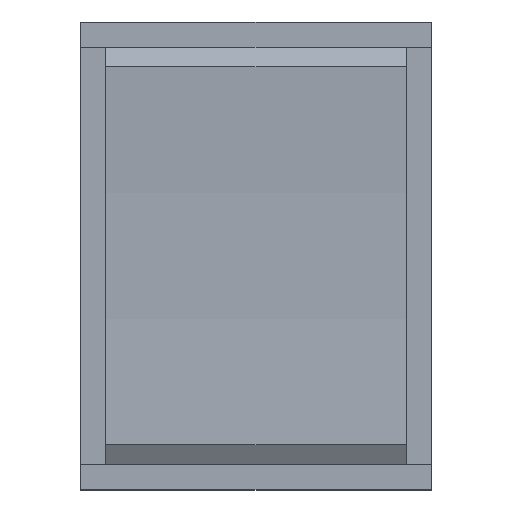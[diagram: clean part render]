
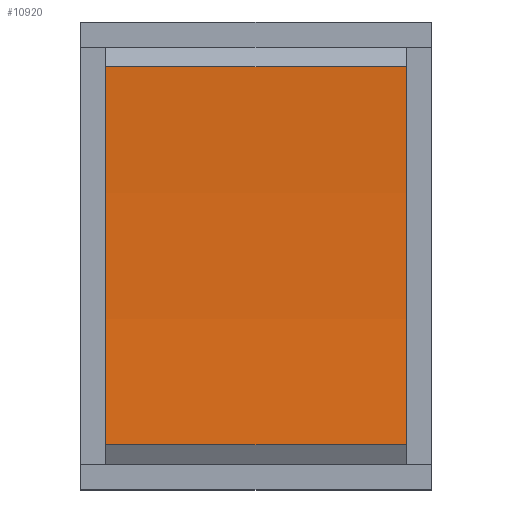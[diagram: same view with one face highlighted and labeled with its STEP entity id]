
A CAD part, top view. The second image highlights one B-rep face of the part: STEP entity #10920.
In plain terms, the highlighted cylindrical face has radius 156.967 mm (diameter 313.933 mm), a partial arc.
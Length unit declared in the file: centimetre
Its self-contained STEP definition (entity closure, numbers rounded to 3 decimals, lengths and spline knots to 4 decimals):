
#239=CYLINDRICAL_SURFACE('',#11536,15.6967);
#337=FACE_OUTER_BOUND('',#925,.T.);
#925=EDGE_LOOP('',(#7230,#7231,#7232,#7233));
#1533=CIRCLE('',#11535,15.6967);
#1534=CIRCLE('',#11537,15.6967);
#1857=LINE('',#15387,#3126);
#1858=LINE('',#15390,#3127);
#3126=VECTOR('',#12463,1.);
#3127=VECTOR('',#12466,1.);
#4382=VERTEX_POINT('',#15380);
#4383=VERTEX_POINT('',#15382);
#4384=VERTEX_POINT('',#15386);
#4385=VERTEX_POINT('',#15388);
#5508=EDGE_CURVE('',#4382,#4383,#1533,.T.);
#5510=EDGE_CURVE('',#4384,#4382,#1857,.T.);
#5511=EDGE_CURVE('',#4385,#4384,#1534,.T.);
#5512=EDGE_CURVE('',#4383,#4385,#1858,.T.);
#7230=ORIENTED_EDGE('',*,*,#5508,.F.);
#7231=ORIENTED_EDGE('',*,*,#5510,.F.);
#7232=ORIENTED_EDGE('',*,*,#5511,.F.);
#7233=ORIENTED_EDGE('',*,*,#5512,.F.);
#10920=ADVANCED_FACE('',(#337),#239,.F.);
#11535=AXIS2_PLACEMENT_3D('',#15383,#12458,#12459);
#11536=AXIS2_PLACEMENT_3D('',#15385,#12461,#12462);
#11537=AXIS2_PLACEMENT_3D('',#15389,#12464,#12465);
#12458=DIRECTION('center_axis',(1.,0.,0.));
#12459=DIRECTION('ref_axis',(0.,-0.062,-0.998));
#12461=DIRECTION('center_axis',(-1.,0.,0.));
#12462=DIRECTION('ref_axis',(0.,-0.062,-0.998));
#12463=DIRECTION('',(-1.,0.,0.));
#12464=DIRECTION('center_axis',(-1.,0.,0.));
#12465=DIRECTION('ref_axis',(0.,-0.062,-0.998));
#12466=DIRECTION('',(1.,0.,0.));
#15380=CARTESIAN_POINT('',(-0.77,-0.97,2.713));
#15382=CARTESIAN_POINT('',(-0.77,0.97,2.713));
#15383=CARTESIAN_POINT('Origin',(-0.77,0.,
18.3797));
#15385=CARTESIAN_POINT('Origin',(0.77,0.,
18.3797));
#15386=CARTESIAN_POINT('',(0.77,-0.97,2.713));
#15387=CARTESIAN_POINT('',(0.385,-0.97,2.713));
#15388=CARTESIAN_POINT('',(0.77,0.97,2.713));
#15389=CARTESIAN_POINT('Origin',(0.77,0.,
18.3797));
#15390=CARTESIAN_POINT('',(-0.385,0.97,2.713));
